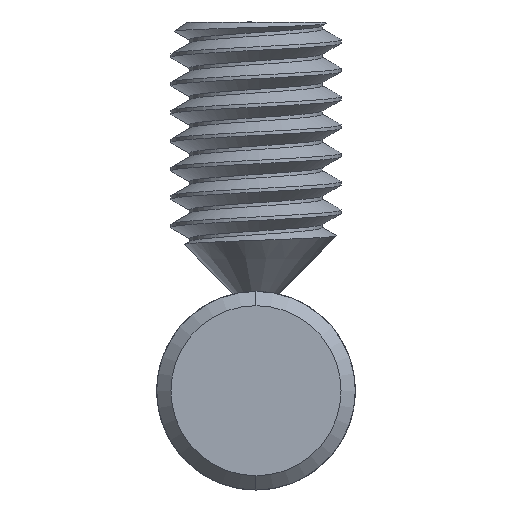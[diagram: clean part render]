
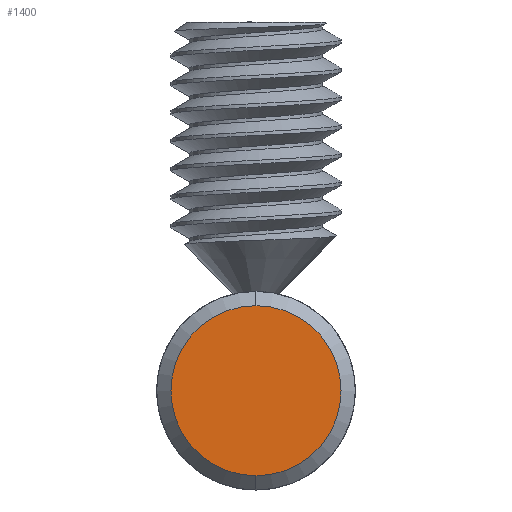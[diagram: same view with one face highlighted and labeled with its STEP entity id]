
A CAD part, left-side view. The second image highlights one B-rep face of the part: STEP entity #1400.
In plain terms, the highlighted planar face has unit normal (-1, 0, 0).
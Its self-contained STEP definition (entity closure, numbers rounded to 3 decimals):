
#100=PLANE('',#1507);
#160=CIRCLE('',#1486,3.);
#171=CIRCLE('',#1508,3.);
#224=FACE_OUTER_BOUND('',#314,.T.);
#314=EDGE_LOOP('',(#987,#988));
#584=VERTEX_POINT('',#2050);
#585=VERTEX_POINT('',#2051);
#719=EDGE_CURVE('',#584,#585,#160,.T.);
#756=EDGE_CURVE('',#585,#584,#171,.T.);
#987=ORIENTED_EDGE('',*,*,#756,.T.);
#988=ORIENTED_EDGE('',*,*,#719,.T.);
#1400=ADVANCED_FACE('',(#224),#100,.T.);
#1486=AXIS2_PLACEMENT_3D('',#2052,#1635,#1636);
#1507=AXIS2_PLACEMENT_3D('',#2322,#1692,#1693);
#1508=AXIS2_PLACEMENT_3D('',#2323,#1694,#1695);
#1635=DIRECTION('center_axis',(-1.,0.,0.));
#1636=DIRECTION('ref_axis',(0.,0.,1.));
#1692=DIRECTION('center_axis',(-1.,0.,0.));
#1693=DIRECTION('ref_axis',(0.,0.,1.));
#1694=DIRECTION('center_axis',(-1.,0.,0.));
#1695=DIRECTION('ref_axis',(0.,0.,1.));
#2050=CARTESIAN_POINT('',(-42.5,0.,-19.5));
#2051=CARTESIAN_POINT('',(-42.5,0.,-25.5));
#2052=CARTESIAN_POINT('Origin',(-42.5,0.,
-22.5));
#2322=CARTESIAN_POINT('Origin',(-42.5,0.,
-22.5));
#2323=CARTESIAN_POINT('Origin',(-42.5,0.,
-22.5));
